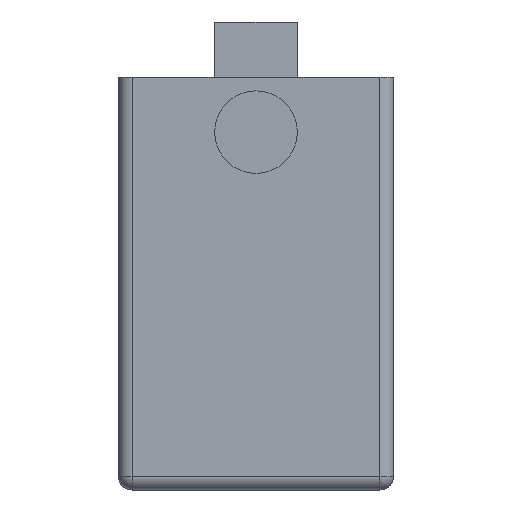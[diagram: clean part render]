
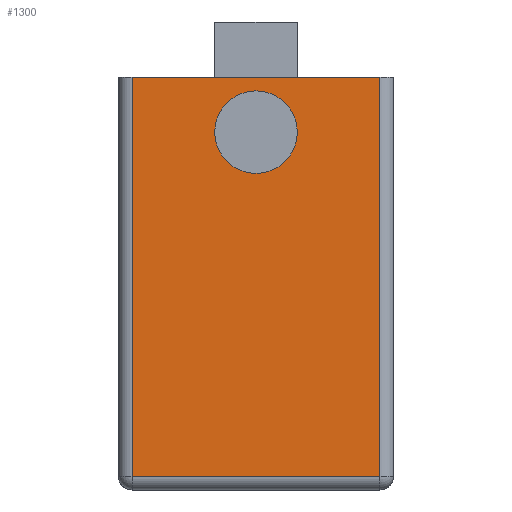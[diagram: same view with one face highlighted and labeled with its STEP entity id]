
A CAD part, left-side view. The second image highlights one B-rep face of the part: STEP entity #1300.
In plain terms, the highlighted planar face has unit normal (-1, 0, 0).
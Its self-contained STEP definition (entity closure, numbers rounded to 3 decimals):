
#191=DIRECTION('',(0.,1.,0.));
#192=VECTOR('',#191,9.);
#193=CARTESIAN_POINT('',(0.,0.5,0.));
#194=LINE('',#193,#192);
#462=DIRECTION('',(0.,0.,1.));
#463=VECTOR('',#462,14.5);
#464=CARTESIAN_POINT('',(0.,9.5,-14.5));
#465=LINE('',#464,#463);
#469=DIRECTION('',(0.,0.,-1.));
#470=VECTOR('',#469,14.5);
#471=CARTESIAN_POINT('',(0.,0.5,0.));
#472=LINE('',#471,#470);
#476=DIRECTION('',(0.,-1.,0.));
#477=VECTOR('',#476,9.);
#478=CARTESIAN_POINT('',(0.,9.5,-14.5));
#479=LINE('',#478,#477);
#483=CARTESIAN_POINT('',(0.,5.,-2.));
#484=DIRECTION('',(-1.,0.,0.));
#485=DIRECTION('',(0.,1.,0.));
#486=AXIS2_PLACEMENT_3D('',#483,#484,#485);
#491=CARTESIAN_POINT('',(0.,5.,-2.));
#492=DIRECTION('',(-1.,0.,0.));
#493=DIRECTION('',(0.,-1.,0.));
#494=AXIS2_PLACEMENT_3D('',#491,#492,#493);
#921=CARTESIAN_POINT('',(0.,9.5,0.));
#923=VERTEX_POINT('',#921);
#924=CARTESIAN_POINT('',(0.,9.5,-14.5));
#925=VERTEX_POINT('',#924);
#926=CARTESIAN_POINT('',(0.,0.5,-14.5));
#927=VERTEX_POINT('',#926);
#928=CARTESIAN_POINT('',(0.,0.5,0.));
#930=VERTEX_POINT('',#928);
#952=CARTESIAN_POINT('',(0.,6.5,-2.));
#953=CARTESIAN_POINT('',(0.,3.5,-2.));
#954=VERTEX_POINT('',#952);
#955=VERTEX_POINT('',#953);
#1281=CARTESIAN_POINT('',(0.,0.,-15.));
#1282=DIRECTION('',(-1.,0.,0.));
#1283=DIRECTION('',(0.,0.,1.));
#1284=AXIS2_PLACEMENT_3D('',#1281,#1282,#1283);
#1285=PLANE('',#1284);
#1287=ORIENTED_EDGE('',*,*,#1286,.T.);
#1288=ORIENTED_EDGE('',*,*,#1016,.F.);
#1289=ORIENTED_EDGE('',*,*,#1276,.T.);
#1291=ORIENTED_EDGE('',*,*,#1290,.F.);
#1292=EDGE_LOOP('',(#1287,#1288,#1289,#1291));
#1293=FACE_OUTER_BOUND('',#1292,.F.);
#1295=ORIENTED_EDGE('',*,*,#1294,.T.);
#1297=ORIENTED_EDGE('',*,*,#1296,.T.);
#1298=EDGE_LOOP('',(#1295,#1297));
#1299=FACE_BOUND('',#1298,.F.);
#1300=ADVANCED_FACE('',(#1293,#1299),#1285,.T.);
#487=CIRCLE('',#486,1.5);
#495=CIRCLE('',#494,1.5);
#1016=EDGE_CURVE('',#930,#923,#194,.T.);
#1276=EDGE_CURVE('',#930,#927,#472,.T.);
#1286=EDGE_CURVE('',#925,#923,#465,.T.);
#1290=EDGE_CURVE('',#925,#927,#479,.T.);
#1294=EDGE_CURVE('',#954,#955,#487,.T.);
#1296=EDGE_CURVE('',#955,#954,#495,.T.);
